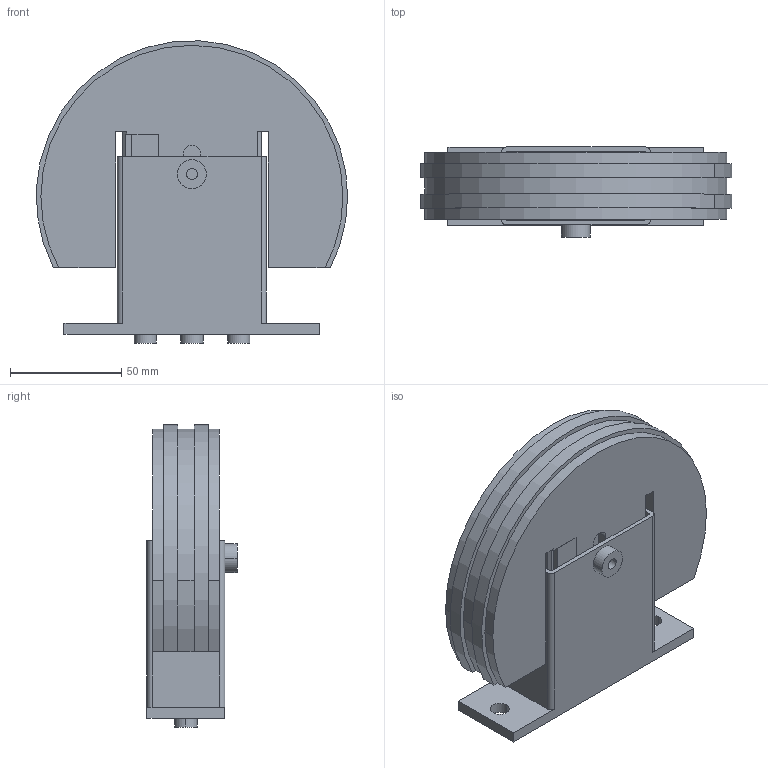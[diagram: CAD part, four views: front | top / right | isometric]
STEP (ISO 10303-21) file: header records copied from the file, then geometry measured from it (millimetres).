
FILE_DESCRIPTION(('STEP AP214'),'1');
FILE_NAME('cctmp_16EEDE82-B285-4858-A39F-2EB43424DBBC_2023_6_21_13_9_30_263..stp','2023-06-21T11:09:30',('Murtfeldt Kunststoffe GmbH & Co.KG'),('CADClick - www.CADClick.com'),'Spatial InterOp 3D',' ','unknown authorization');
FILE_SCHEMA(('AUTOMOTIVE_DESIGN'));
Length unit declared in the file: millimetre
Products named in the file (1): 1
Bounding box: 139.92 x 40.5 x 135.92 mm (x, y, z)
Volume: 414910.8 mm3; surface area: 87751.4 mm2
Topology: 5 solids, 5 shells, 102 faces, 255 edges, 170 vertices
Faces by surface type: plane 65, cylinder 37
Entity records: 3949 total; most frequent: DIRECTION 543, CARTESIAN_POINT 532, ORIENTED_EDGE 510, EDGE_CURVE 255, AXIS2_PLACEMENT_3D 181, LINE 181, VECTOR 181, VERTEX_POINT 170
